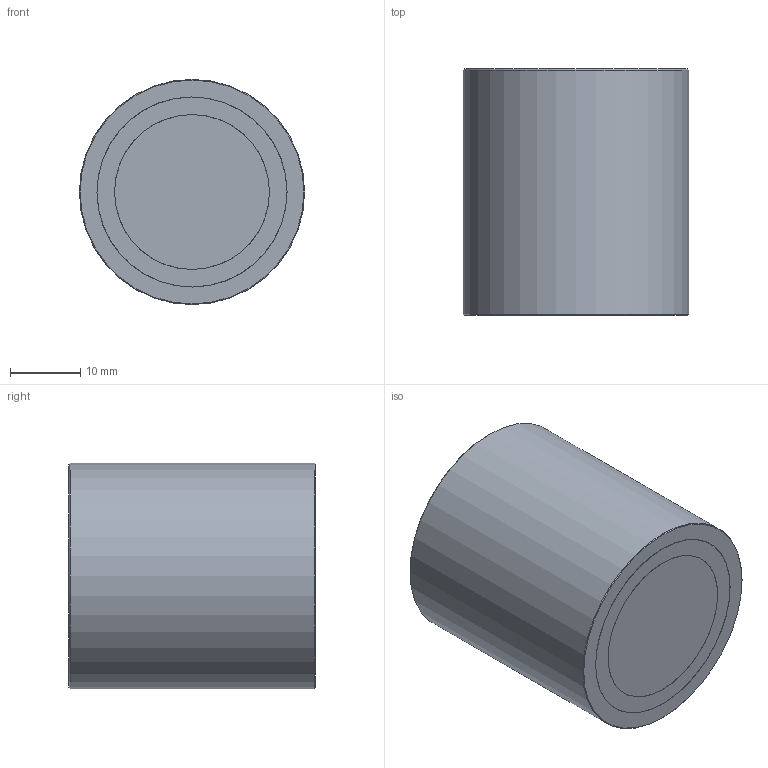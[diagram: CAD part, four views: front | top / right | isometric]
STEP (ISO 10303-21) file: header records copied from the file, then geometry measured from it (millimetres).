
FILE_DESCRIPTION(/* description */ (''),/* implementation_level */ '2;1');
FILE_NAME(/* name */ 'GM16008.stp',/* time_stamp */ '2019-09-24T13:17:58+02:00',/* author */ ('PV'),/* organization */ (''),/* preprocessor_version */ 'ST-DEVELOPER v17.2',/* originating_system */ 'Autodesk Inventor 2019',/* authorisation */ '');
FILE_SCHEMA (('AUTOMOTIVE_DESIGN { 1 0 10303 214 3 1 1 }'));
Length unit declared in the file: millimetre
Products named in the file (4): GM16008; E0120127; E0120125; E0120126
Assembly tree (3 placements, depth 2):
  GM16008
    E0120127
    E0120125
    E0120126
Bounding box: 32 x 35 x 32 mm (x, y, z)
Volume: 28146.2 mm3; surface area: 8409.6 mm2
Topology: 3 solids, 3 shells, 14 faces, 21 edges, 14 vertices
Faces by surface type: plane 7, cylinder 5, cone 2
Full cylindrical faces by diameter (mm): 22 x2, 27 x2, 32 x1
Entity records: 487 total; most frequent: DIRECTION 77, CARTESIAN_POINT 56, ORIENTED_EDGE 42, AXIS2_PLACEMENT_3D 35, EDGE_CURVE 21, EDGE_LOOP 17, FACE_OUTER_BOUND 14, CIRCLE 14
